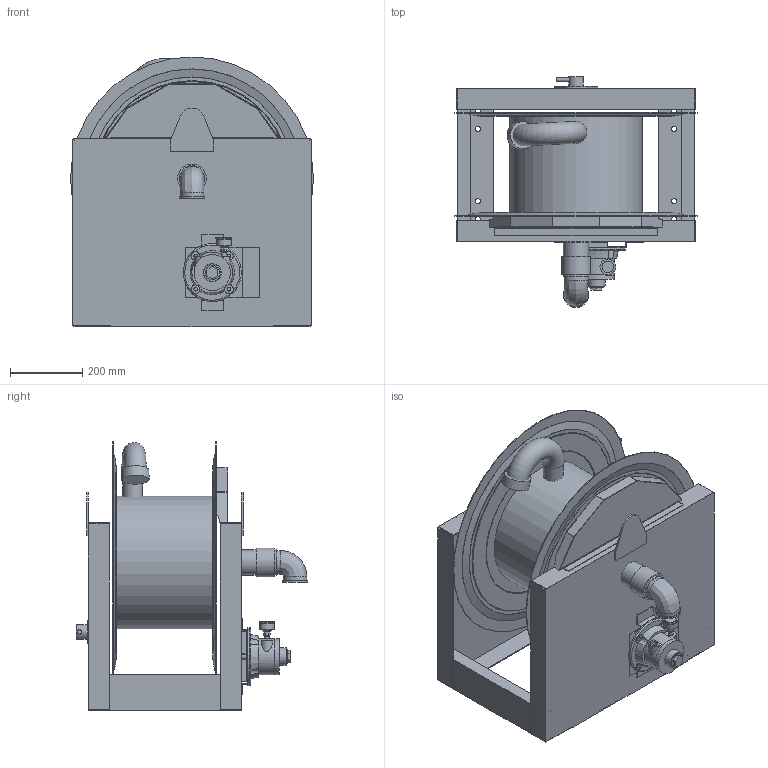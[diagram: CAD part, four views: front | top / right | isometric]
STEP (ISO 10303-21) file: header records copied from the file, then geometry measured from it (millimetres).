
FILE_DESCRIPTION(/* description */ ('Unknown'),/* implementation_level */ '2;1');
FILE_NAME(/* name */ '7721901.100',/* time_stamp */ '2017-03-24T14:22:47+01:00',/* author */ ('Unknown'),/* organization */ ('Unknown'),/* preprocessor_version */ 'ST-DEVELOPER v16.7',/* originating_system */ 'DEX',/* authorisation */ $);
FILE_SCHEMA (('AUTOMOTIVE_DESIGN {1 0 10303 214 3 1 1}'));
Length unit declared in the file: millimetre
Products named in the file (20): 7721901.100; G626; G388; KG234; G584; B1485; B1487; B1467; B1099; S650; G340; G339; G167; S591; B1114; G341; G342; G436; G631; G624
Assembly tree (21 placements, depth 2):
  7721901.100
    G626
    G388
    KG234
    G584
    B1485
    B1487
    B1467
    B1099
    S650
    G340
    G339  x2
    G167
    S591
    B1114
    G341
    G342
    G436  x2
    G631
    G624
Bounding box: 670.7 x 638 x 745.35 mm (x, y, z)
Volume: 36039525.4 mm3; surface area: 4839420.4 mm2
Topology: 21 solids, 21 shells, 398 faces, 962 edges, 632 vertices
Faces by surface type: plane 280, cylinder 63, bspline 25, cone 25, torus 4, sphere 1
Full cylindrical faces by diameter (mm): 4.134 x1, 10 x4, 12 x1, 13.5 x1, 14 x9, 20 x1, 24 x4, 32 x1, 40 x3, 43 x1, 55 x1, 65 x2, 70 x3, 75 x1, 79.5 x1, 99.5 x1, 100 x1, 103 x1, 110 x1, 160 x1, 366 x1, 670.695 x2
Entity records: 14468 total; most frequent: CARTESIAN_POINT 4813, ORIENTED_EDGE 1682, DIRECTION 1670, EDGE_CURVE 841, VERTEX_POINT 586, LINE 580, VECTOR 580, AXIS2_PLACEMENT_3D 545
